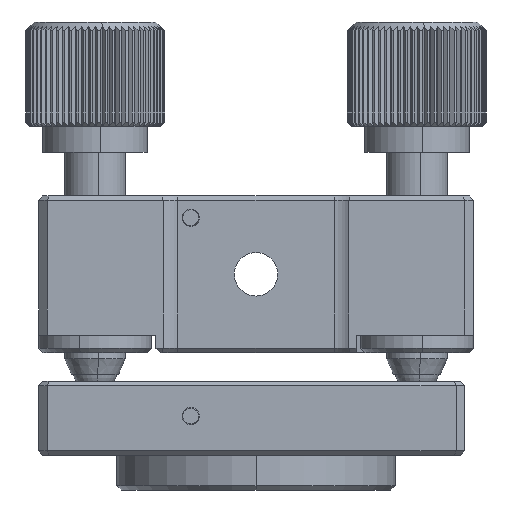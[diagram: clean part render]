
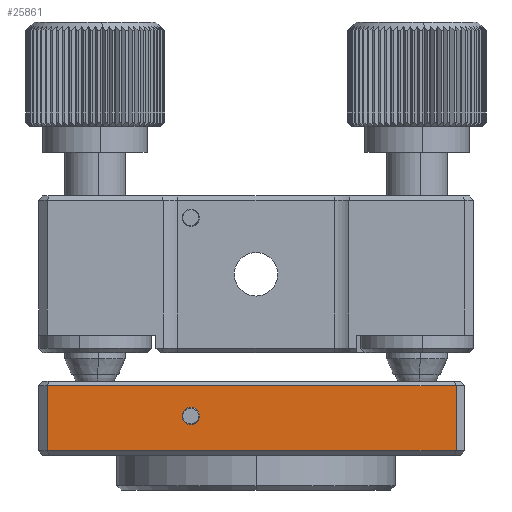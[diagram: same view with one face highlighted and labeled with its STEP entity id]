
A CAD part, left-side view. The second image highlights one B-rep face of the part: STEP entity #25861.
In plain terms, the highlighted planar face has unit normal (-1, 0, 0).
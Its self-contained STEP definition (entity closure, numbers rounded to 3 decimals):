
#289 = DIRECTION ( 'NONE',  ( -1., 0., 0. ) ) ;
#1689 = LINE ( 'NONE', #20641, #26401 ) ;
#3178 = DIRECTION ( 'NONE',  ( 0., -1., 0. ) ) ;
#3893 = EDGE_CURVE ( 'NONE', #18869, #6284, #6109, .T. ) ;
#4217 = DIRECTION ( 'NONE',  ( 0., 1., 0. ) ) ;
#5056 = DIRECTION ( 'NONE',  ( -1., 0., 0. ) ) ;
#5085 = EDGE_CURVE ( 'NONE', #6284, #20858, #32372, .T. ) ;
#6109 = LINE ( 'NONE', #6410, #32004 ) ;
#6284 = VERTEX_POINT ( 'NONE', #31472 ) ;
#6410 = CARTESIAN_POINT ( 'NONE',  ( -24., -25.117, -4.205 ) ) ;
#6658 = ORIENTED_EDGE ( 'NONE', *, *, #5085, .T. ) ;
#7031 = CARTESIAN_POINT ( 'NONE',  ( -24., 21.883, -4.205 ) ) ;
#7289 = FACE_BOUND ( 'NONE', #21478, .T. ) ;
#9189 = DIRECTION ( 'NONE',  ( 0., 0., 1. ) ) ;
#9243 = FACE_OUTER_BOUND ( 'NONE', #30188, .T. ) ;
#9540 = EDGE_CURVE ( 'NONE', #21629, #29420, #26396, .T. ) ;
#9577 = DIRECTION ( 'NONE',  ( 0., 0., 1. ) ) ;
#12838 = CARTESIAN_POINT ( 'NONE',  ( -24., 5.383, 1.295 ) ) ;
#13079 = DIRECTION ( 'NONE',  ( 0., 0., -1. ) ) ;
#13529 = PLANE ( 'NONE',  #19025 ) ;
#13532 = CARTESIAN_POINT ( 'NONE',  ( -24., 5.383, -0.705 ) ) ;
#14788 = CARTESIAN_POINT ( 'NONE',  ( -24., -25.117, -3.705 ) ) ;
#14955 = CARTESIAN_POINT ( 'NONE',  ( -24., 21.883, 3.795 ) ) ;
#15345 = ORIENTED_EDGE ( 'NONE', *, *, #9540, .F. ) ;
#17536 = CARTESIAN_POINT ( 'NONE',  ( -24., 5.383, 0.295 ) ) ;
#17684 = AXIS2_PLACEMENT_3D ( 'NONE', #17536, #5056, #17968 ) ;
#17968 = DIRECTION ( 'NONE',  ( 0., 0., 1. ) ) ;
#18005 = CIRCLE ( 'NONE', #22728, 1. ) ;
#18206 = CARTESIAN_POINT ( 'NONE',  ( -24., 5.383, 0.295 ) ) ;
#18808 = ORIENTED_EDGE ( 'NONE', *, *, #29087, .F. ) ;
#18869 = VERTEX_POINT ( 'NONE', #14788 ) ;
#19025 = AXIS2_PLACEMENT_3D ( 'NONE', #31216, #25991, #13079 ) ;
#19429 = CARTESIAN_POINT ( 'NONE',  ( -24., 21.883, -3.705 ) ) ;
#19750 = ORIENTED_EDGE ( 'NONE', *, *, #3893, .T. ) ;
#20218 = LINE ( 'NONE', #7031, #25855 ) ;
#20641 = CARTESIAN_POINT ( 'NONE',  ( -24., -25.117, -3.705 ) ) ;
#20858 = VERTEX_POINT ( 'NONE', #14955 ) ;
#21478 = EDGE_LOOP ( 'NONE', ( #15345, #18808 ) ) ;
#21629 = VERTEX_POINT ( 'NONE', #12838 ) ;
#22353 = VERTEX_POINT ( 'NONE', #19429 ) ;
#22728 = AXIS2_PLACEMENT_3D ( 'NONE', #18206, #289, #26020 ) ;
#24593 = EDGE_CURVE ( 'NONE', #22353, #20858, #20218, .T. ) ;
#25855 = VECTOR ( 'NONE', #9577, 1000. ) ;
#25861 = ADVANCED_FACE ( 'NONE', ( #7289, #9243 ), #13529, .F. ) ;
#25991 = DIRECTION ( 'NONE',  ( 1., 0., 0. ) ) ;
#26020 = DIRECTION ( 'NONE',  ( 0., 0., 1. ) ) ;
#26396 = CIRCLE ( 'NONE', #17684, 1. ) ;
#26401 = VECTOR ( 'NONE', #3178, 1000. ) ;
#26568 = ORIENTED_EDGE ( 'NONE', *, *, #24593, .F. ) ;
#27179 = CARTESIAN_POINT ( 'NONE',  ( -24., -25.117, 3.795 ) ) ;
#27388 = ORIENTED_EDGE ( 'NONE', *, *, #29107, .T. ) ;
#29087 = EDGE_CURVE ( 'NONE', #29420, #21629, #18005, .T. ) ;
#29107 = EDGE_CURVE ( 'NONE', #22353, #18869, #1689, .T. ) ;
#29420 = VERTEX_POINT ( 'NONE', #13532 ) ;
#30188 = EDGE_LOOP ( 'NONE', ( #26568, #27388, #19750, #6658 ) ) ;
#31216 = CARTESIAN_POINT ( 'NONE',  ( -24., -25.117, -4.205 ) ) ;
#31472 = CARTESIAN_POINT ( 'NONE',  ( -24., -25.117, 3.795 ) ) ;
#31986 = VECTOR ( 'NONE', #4217, 1000. ) ;
#32004 = VECTOR ( 'NONE', #9189, 1000. ) ;
#32372 = LINE ( 'NONE', #27179, #31986 ) ;
